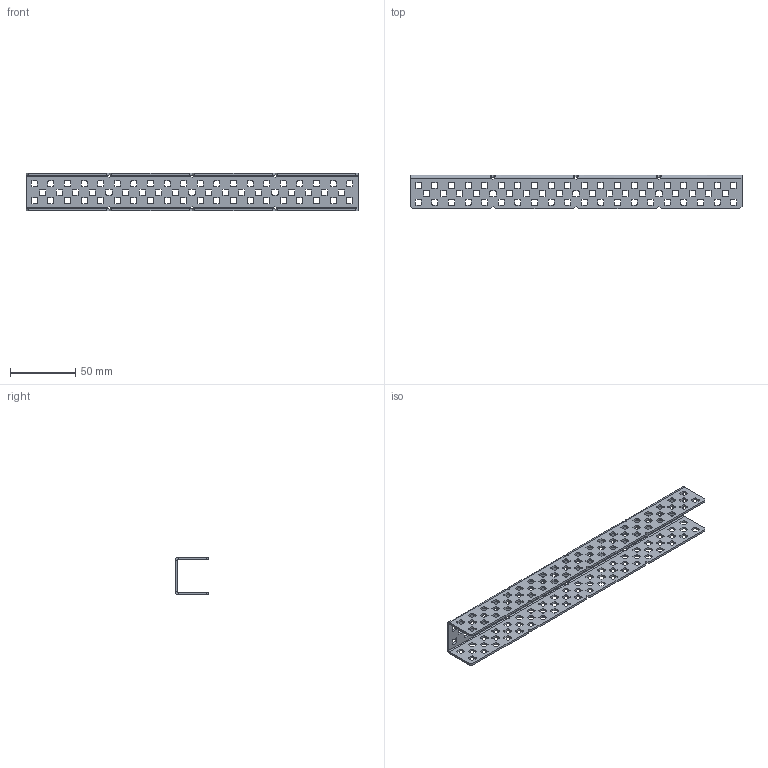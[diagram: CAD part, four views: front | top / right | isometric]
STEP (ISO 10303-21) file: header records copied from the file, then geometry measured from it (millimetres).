
FILE_DESCRIPTION (( 'STEP AP203' ), '1' );
FILE_NAME ('276-6240-001 Rev1.STEP', '2018-07-13T13:39:36', ( '' ), ( '' ), 'SwSTEP 2.0', 'SolidWorks 2017', '' );
FILE_SCHEMA (( 'CONFIG_CONTROL_DESIGN' ));
Length unit declared in the file: inch
Products named in the file (1): 276-6240-001 Rev1
Bounding box: 254 x 25.83 x 29 mm (x, y, z)
Volume: 24776.6 mm3; surface area: 37153.3 mm2
Topology: 1 solids, 1 shells, 1520 faces, 4526 edges, 2996 vertices
Faces by surface type: plane 772, cylinder 724, bspline 24
Entity records: 52377 total; most frequent: CARTESIAN_POINT 9607, ORIENTED_EDGE 9052, DIRECTION 8860, EDGE_CURVE 4526, LINE 3018, VECTOR 3018, VERTEX_POINT 2996, AXIS2_PLACEMENT_3D 2921
